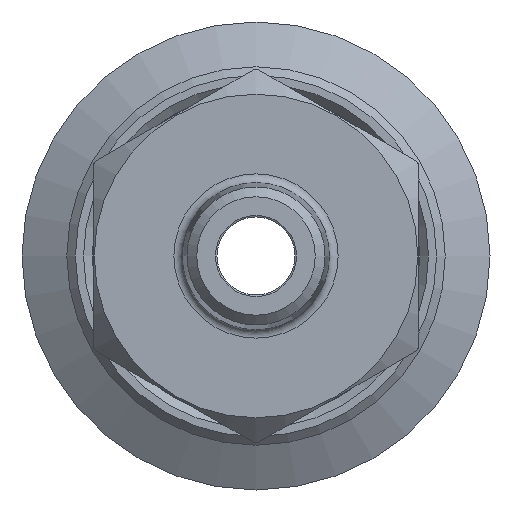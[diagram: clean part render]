
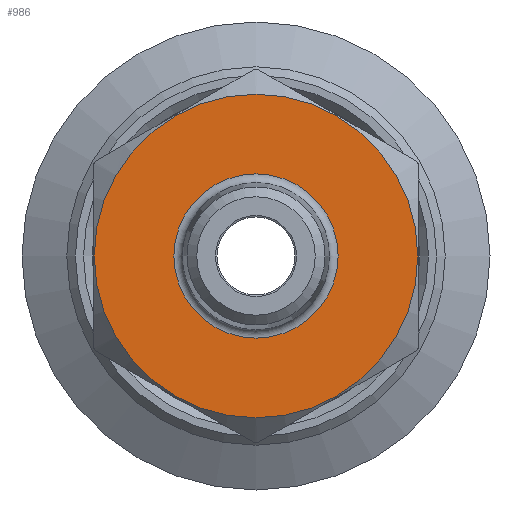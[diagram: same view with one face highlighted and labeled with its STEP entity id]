
A CAD part, left-side view. The second image highlights one B-rep face of the part: STEP entity #986.
In plain terms, the highlighted planar face has unit normal (-1, 0, 0).
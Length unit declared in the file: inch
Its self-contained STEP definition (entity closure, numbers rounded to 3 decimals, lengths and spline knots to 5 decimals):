
#106=FACE_BOUND($,#384,.T.);
#193=CIRCLE($,#1102,0.28416);
#194=CIRCLE($,#1104,0.56);
#279=FACE_OUTER_BOUND($,#383,.T.);
#383=EDGE_LOOP($,(#823));
#384=EDGE_LOOP($,(#824));
#570=VERTEX_POINT($,#2175);
#571=VERTEX_POINT($,#2178);
#675=EDGE_CURVE($,#570,#570,#193,.T.);
#676=EDGE_CURVE($,#571,#571,#194,.T.);
#823=ORIENTED_EDGE($,*,*,#676,.F.);
#824=ORIENTED_EDGE($,*,*,#675,.T.);
#941=PLANE($,#1103);
#986=ADVANCED_FACE($,(#279,#106),#941,.T.);
#1102=AXIS2_PLACEMENT_3D($,#2176,#1332,#1333);
#1103=AXIS2_PLACEMENT_3D($,#2177,#1334,#1335);
#1104=AXIS2_PLACEMENT_3D($,#2179,#1336,#1337);
#1332=DIRECTION('center_axis',(1.,0.,0.));
#1333=DIRECTION('ref_axis',(0.,1.,0.));
#1334=DIRECTION('center_axis',(-1.,0.,0.));
#1335=DIRECTION('ref_axis',(0.,0.,1.));
#1336=DIRECTION('center_axis',(1.,0.,0.));
#1337=DIRECTION('ref_axis',(0.,1.,0.));
#2175=CARTESIAN_POINT('',(0.56,0.28416,0.));
#2176=CARTESIAN_POINT('Origin',(0.56,0.,0.));
#2177=CARTESIAN_POINT('Origin',(0.56,0.42208,0.));
#2178=CARTESIAN_POINT('',(0.56,0.56,0.));
#2179=CARTESIAN_POINT('Origin',(0.56,0.,0.));
